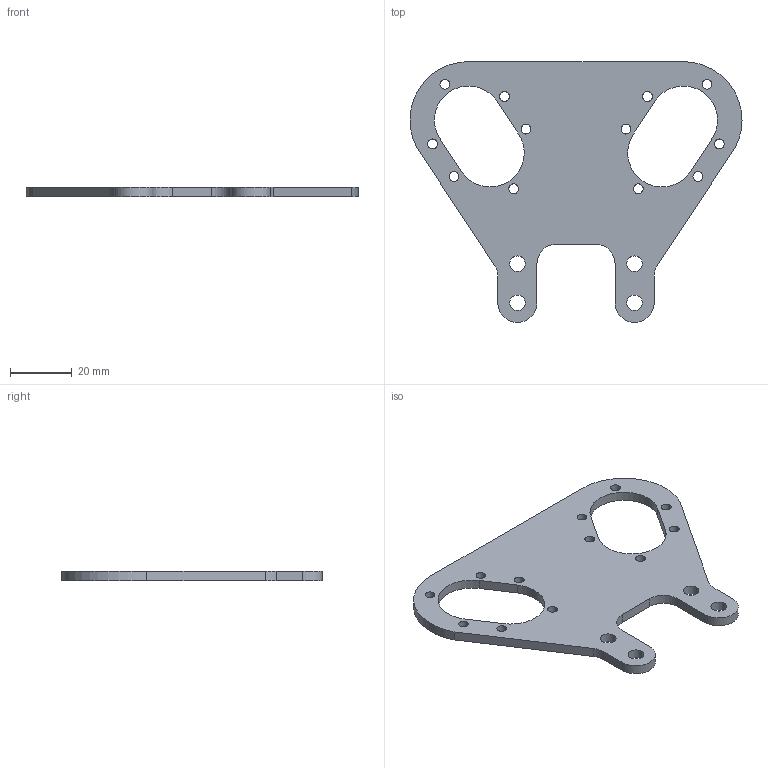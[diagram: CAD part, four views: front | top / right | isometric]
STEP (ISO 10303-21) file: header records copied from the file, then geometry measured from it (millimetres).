
FILE_DESCRIPTION (( 'STEP AP214' ), '1' );
FILE_NAME ('am-5042 Robits 80T or 100T Double Motor Mount.STEP', '2024-08-27T18:58:55', ( '' ), ( '' ), 'SwSTEP 2.0', 'SolidWorks 2024', '' );
FILE_SCHEMA (( 'AUTOMOTIVE_DESIGN' ));
Length unit declared in the file: inch
Products named in the file (1): am-5042 Robits 80T or 100T Double Motor Mount
Bounding box: 107.93 x 84.78 x 3.17 mm (x, y, z)
Volume: 14634.4 mm3; surface area: 11558.6 mm2
Topology: 1 solids, 1 shells, 61 faces, 177 edges, 118 vertices
Faces by surface type: cylinder 47, plane 14
Entity records: 2164 total; most frequent: DIRECTION 395, CARTESIAN_POINT 357, ORIENTED_EDGE 354, EDGE_CURVE 177, AXIS2_PLACEMENT_3D 156, VERTEX_POINT 118, EDGE_LOOP 97, CIRCLE 94
